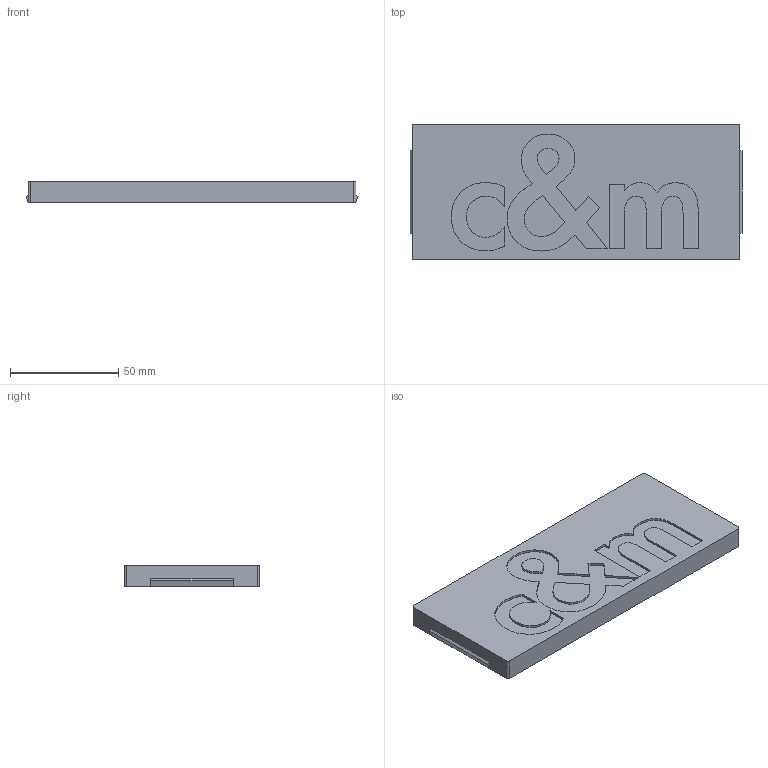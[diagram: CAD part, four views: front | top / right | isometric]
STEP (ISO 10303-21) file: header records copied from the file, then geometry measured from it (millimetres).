
FILE_DESCRIPTION(/* description */ (''),/* implementation_level */ '2;1');
FILE_NAME(/* name */ 'c&m bauer case logo.step',/* time_stamp */ '2024-06-23T23:07:30-07:00',/* author */ (''),/* organization */ (''),/* preprocessor_version */ 'ST-DEVELOPER v20',/* originating_system */ 'Autodesk Translation Framework v13.14.0.145',/* authorisation */ '');
FILE_SCHEMA (('AUTOMOTIVE_DESIGN { 1 0 10303 214 3 1 1 }'));
Length unit declared in the file: millimetre
Products named in the file (1): (Unsaved)
Bounding box: 153.17 x 62.5 x 10 mm (x, y, z)
Volume: 26274.7 mm3; surface area: 27553.8 mm2
Topology: 3 solids, 3 shells, 109 faces, 291 edges, 194 vertices
Faces by surface type: bspline 52, plane 49, cylinder 8
Entity records: 3892 total; most frequent: CARTESIAN_POINT 1479, ORIENTED_EDGE 582, DIRECTION 319, EDGE_CURVE 291, VERTEX_POINT 194, LINE 171, VECTOR 171, EDGE_LOOP 115
